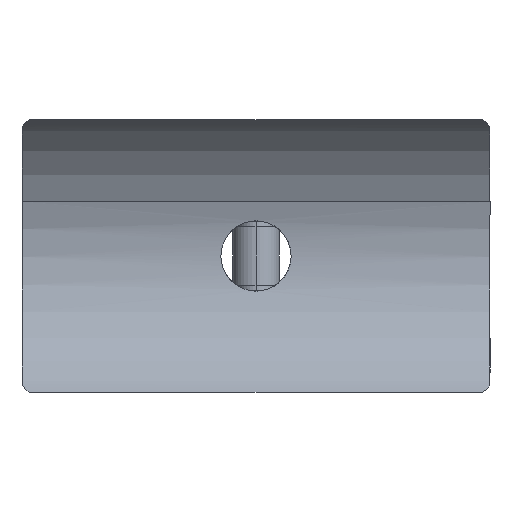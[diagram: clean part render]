
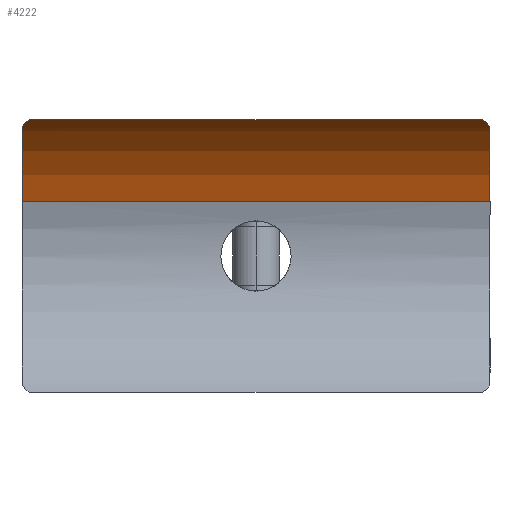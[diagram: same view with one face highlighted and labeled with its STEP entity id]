
A CAD part, left-side view. The second image highlights one B-rep face of the part: STEP entity #4222.
In plain terms, the highlighted cylindrical face has radius 21.2 mm (diameter 42.4 mm), a partial arc.
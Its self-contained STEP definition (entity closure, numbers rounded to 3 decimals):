
#3 = CIRCLE ( 'NONE', #4074, 21.2 ) ;
#13 = CARTESIAN_POINT ( 'NONE',  ( -63.212, -29.83, 16.757 ) ) ;
#64 = CARTESIAN_POINT ( 'NONE',  ( -62.688, -29.978, 16.338 ) ) ;
#115 = CARTESIAN_POINT ( 'NONE',  ( -64.192, -28.994, 17.472 ) ) ;
#263 = VERTEX_POINT ( 'NONE', #914 ) ;
#351 = CARTESIAN_POINT ( 'NONE',  ( -56.189, -39., 7. ) ) ;
#394 = CARTESIAN_POINT ( 'NONE',  ( -63.041, 29.892, 16.623 ) ) ;
#435 = EDGE_CURVE ( 'NONE', #4584, #1352, #3, .T. ) ;
#467 = CARTESIAN_POINT ( 'NONE',  ( -62.514, -30., 16.192 ) ) ;
#492 = CARTESIAN_POINT ( 'NONE',  ( -63.941, -29.339, 17.296 ) ) ;
#498 = CARTESIAN_POINT ( 'NONE',  ( -64.013, 29.26, 17.347 ) ) ;
#508 = VERTEX_POINT ( 'NONE', #2297 ) ;
#738 = CARTESIAN_POINT ( 'NONE',  ( -62.339, -30., 16.041 ) ) ;
#775 = DIRECTION ( 'NONE',  ( 0., 1., 0. ) ) ;
#784 = CARTESIAN_POINT ( 'NONE',  ( -62.513, 30., 16.192 ) ) ;
#831 = CARTESIAN_POINT ( 'NONE',  ( -64.137, -29.089, 17.433 ) ) ;
#876 = VECTOR ( 'NONE', #2083, 1000. ) ;
#914 = CARTESIAN_POINT ( 'NONE',  ( -56.189, 30., 7. ) ) ;
#1123 = EDGE_CURVE ( 'NONE', #4584, #508, #1707, .T. ) ;
#1130 = DIRECTION ( 'NONE',  ( 0., 0., 1. ) ) ;
#1217 = CARTESIAN_POINT ( 'NONE',  ( -62.339, 30., 16.041 ) ) ;
#1257 = CARTESIAN_POINT ( 'NONE',  ( -76.2, -30., 0. ) ) ;
#1352 = VERTEX_POINT ( 'NONE', #4343 ) ;
#1431 = ORIENTED_EDGE ( 'NONE', *, *, #2906, .F. ) ;
#1537 = CARTESIAN_POINT ( 'NONE',  ( -63.716, -29.548, 17.136 ) ) ;
#1593 = CARTESIAN_POINT ( 'NONE',  ( -64.234, 28.889, 17.5 ) ) ;
#1690 = LINE ( 'NONE', #2842, #876 ) ;
#1707 = B_SPLINE_CURVE_WITH_KNOTS ( 'NONE', 3,
 ( #4204, #467, #64, #4531, #13, #1907, #1537, #492, #2646, #831, #115, #3454 ),
 .UNSPECIFIED., .F., .F.,
 ( 4, 2, 2, 2, 2, 4 ),
 ( 0., 0.001, 0.001, 0.002, 0.002, 0.003 ),
 .UNSPECIFIED. ) ;
#1738 = EDGE_LOOP ( 'NONE', ( #4520, #2296, #4737, #4053, #1431, #3343 ) ) ;
#1759 = AXIS2_PLACEMENT_3D ( 'NONE', #2904, #4072, #2146 ) ;
#1832 = AXIS2_PLACEMENT_3D ( 'NONE', #4094, #4473, #1130 ) ;
#1907 = CARTESIAN_POINT ( 'NONE',  ( -63.552, -29.657, 17.015 ) ) ;
#1911 = CARTESIAN_POINT ( 'NONE',  ( -62.691, 29.978, 16.34 ) ) ;
#2083 = DIRECTION ( 'NONE',  ( 0., 1., 0. ) ) ;
#2146 = DIRECTION ( 'NONE',  ( 1., 0., 0. ) ) ;
#2151 = EDGE_CURVE ( 'NONE', #2419, #4114, #3106, .T. ) ;
#2195 = FACE_OUTER_BOUND ( 'NONE', #1738, .T. ) ;
#2280 = CARTESIAN_POINT ( 'NONE',  ( -63.553, 29.656, 17.016 ) ) ;
#2296 = ORIENTED_EDGE ( 'NONE', *, *, #1123, .T. ) ;
#2297 = CARTESIAN_POINT ( 'NONE',  ( -64.234, -28.889, 17.5 ) ) ;
#2419 = VERTEX_POINT ( 'NONE', #4417 ) ;
#2467 = CIRCLE ( 'NONE', #1759, 21.2 ) ;
#2587 = CYLINDRICAL_SURFACE ( 'NONE', #1832, 21.2 ) ;
#2646 = CARTESIAN_POINT ( 'NONE',  ( -64.011, -29.262, 17.346 ) ) ;
#2842 = CARTESIAN_POINT ( 'NONE',  ( -64.234, -39., 17.5 ) ) ;
#2904 = CARTESIAN_POINT ( 'NONE',  ( -76.2, 30., 0. ) ) ;
#2906 = EDGE_CURVE ( 'NONE', #263, #4114, #2467, .T. ) ;
#3091 = CARTESIAN_POINT ( 'NONE',  ( -62.339, 30., 16.041 ) ) ;
#3092 = CARTESIAN_POINT ( 'NONE',  ( -63.718, 29.547, 17.137 ) ) ;
#3106 = B_SPLINE_CURVE_WITH_KNOTS ( 'NONE', 3,
 ( #1593, #3765, #4183, #498, #3459, #3092, #2280, #4566, #394, #1911, #784, #1217 ),
 .UNSPECIFIED., .F., .F.,
 ( 4, 2, 2, 2, 2, 4 ),
 ( 0., 0., 0.001, 0.001, 0.002, 0.003 ),
 .UNSPECIFIED. ) ;
#3134 = DIRECTION ( 'NONE',  ( -1., 0., 0. ) ) ;
#3232 = EDGE_CURVE ( 'NONE', #263, #1352, #4777, .T. ) ;
#3343 = ORIENTED_EDGE ( 'NONE', *, *, #3232, .T. ) ;
#3454 = CARTESIAN_POINT ( 'NONE',  ( -64.234, -28.889, 17.5 ) ) ;
#3459 = CARTESIAN_POINT ( 'NONE',  ( -63.941, 29.338, 17.297 ) ) ;
#3765 = CARTESIAN_POINT ( 'NONE',  ( -64.192, 28.994, 17.471 ) ) ;
#4053 = ORIENTED_EDGE ( 'NONE', *, *, #2151, .T. ) ;
#4072 = DIRECTION ( 'NONE',  ( 0., -1., 0. ) ) ;
#4074 = AXIS2_PLACEMENT_3D ( 'NONE', #1257, #775, #3134 ) ;
#4094 = CARTESIAN_POINT ( 'NONE',  ( -76.2, -39., 0. ) ) ;
#4114 = VERTEX_POINT ( 'NONE', #3091 ) ;
#4183 = CARTESIAN_POINT ( 'NONE',  ( -64.138, 29.088, 17.434 ) ) ;
#4204 = CARTESIAN_POINT ( 'NONE',  ( -62.339, -30., 16.041 ) ) ;
#4222 = ADVANCED_FACE ( 'NONE', ( #2195 ), #2587, .F. ) ;
#4343 = CARTESIAN_POINT ( 'NONE',  ( -56.189, -30., 7. ) ) ;
#4400 = VECTOR ( 'NONE', #4424, 1000. ) ;
#4417 = CARTESIAN_POINT ( 'NONE',  ( -64.234, 28.889, 17.5 ) ) ;
#4424 = DIRECTION ( 'NONE',  ( 0., -1., 0. ) ) ;
#4473 = DIRECTION ( 'NONE',  ( 0., 1., 0. ) ) ;
#4520 = ORIENTED_EDGE ( 'NONE', *, *, #435, .F. ) ;
#4531 = CARTESIAN_POINT ( 'NONE',  ( -63.036, -29.893, 16.62 ) ) ;
#4566 = CARTESIAN_POINT ( 'NONE',  ( -63.213, 29.829, 16.758 ) ) ;
#4584 = VERTEX_POINT ( 'NONE', #738 ) ;
#4737 = ORIENTED_EDGE ( 'NONE', *, *, #4758, .T. ) ;
#4758 = EDGE_CURVE ( 'NONE', #508, #2419, #1690, .T. ) ;
#4777 = LINE ( 'NONE', #351, #4400 ) ;
